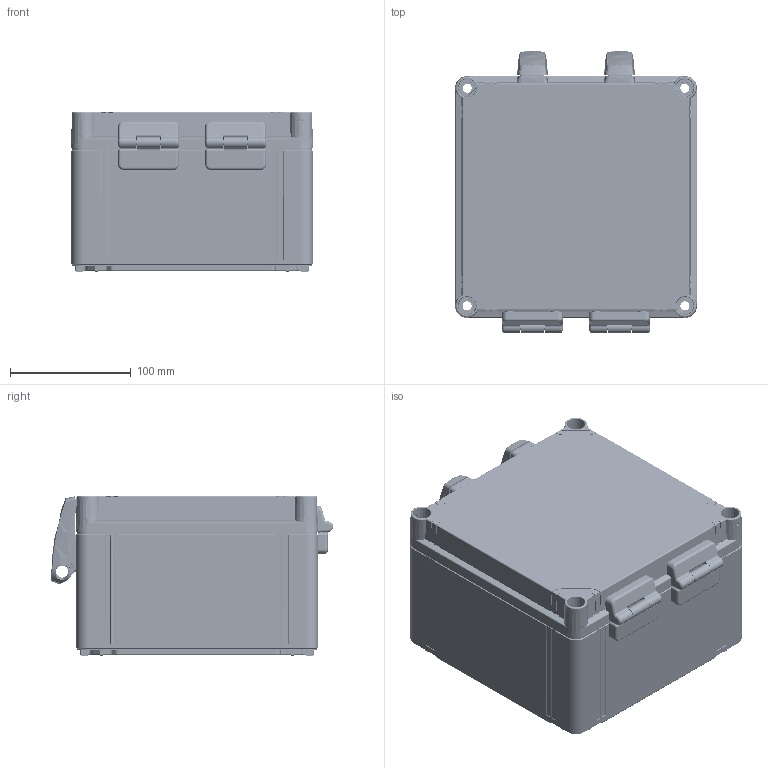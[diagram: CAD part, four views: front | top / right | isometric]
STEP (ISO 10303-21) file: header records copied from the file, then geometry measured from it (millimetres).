
FILE_DESCRIPTION((''),'2;1');
FILE_NAME('WPCP202013T_ASM','2009-01-05T',('pasi_koskela'),(''),'PRO/ENGINEER BY PARAMETRIC TECHNOLOGY CORPORATION, 2008250','PRO/ENGINEER BY PARAMETRIC TECHNOLOGY CORPORATION, 2008250','');
FILE_SCHEMA(('AUTOMOTIVE_DESIGN_CC2 { 1 2 10303 214 -1 1 5 2 }'));
Products named in the file (12): OPCP202010B_AF1; OPCT202003L_AF0; SARANA_KOTELO; SARANA_KANSI; CUBO_O_SARANATAPPI; CUBO_O_HINGE_ASM; PMR2426_KIINNITYSALUSTA; PMR2427_NIVEL; PMR2425_YL_KIINNITYS; PMR2428_ALAKIINNITYS; UUSISALPA_ASM; WPCP202013T_ASM
Assembly tree (13 placements, depth 3):
  WPCP202013T_ASM
    OPCP202010B_AF1
    OPCT202003L_AF0
    CUBO_O_HINGE_ASM  x2
      SARANA_KOTELO
      SARANA_KANSI
      CUBO_O_SARANATAPPI
    UUSISALPA_ASM  x2
      PMR2426_KIINNITYSALUSTA
      PMR2427_NIVEL
      PMR2425_YL_KIINNITYS
      PMR2428_ALAKIINNITYS
Bounding box: 200 x 233.15 x 132 mm (x, y, z)
Volume: 909845.8 mm3; surface area: 506381.6 mm2
Topology: 16 solids, 16 shells, 5284 faces, 12906 edges, 7785 vertices
Faces by surface type: bspline 1574, plane 1559, cylinder 1203, cone 516, torus 330, sphere 102
Entity records: 183921 total; most frequent: CARTESIAN_POINT 72852, ORIENTED_EDGE 18500, DIRECTION 15619, PRESENTATION_STYLE_ASSIGNMENT 9259, STYLED_ITEM 9259, CURVE_STYLE 9250, EDGE_CURVE 9250, AXIS2_PLACEMENT_3D 5682
